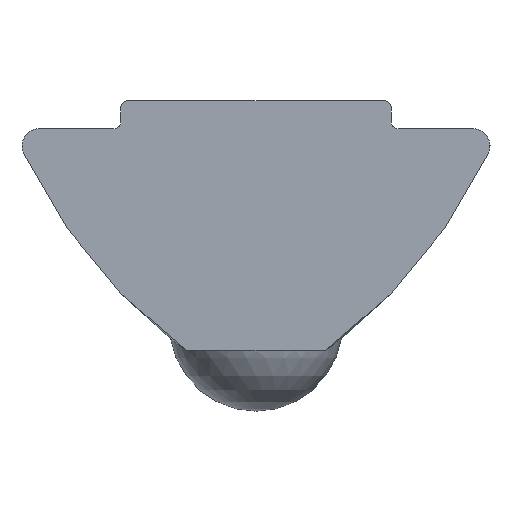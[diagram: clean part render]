
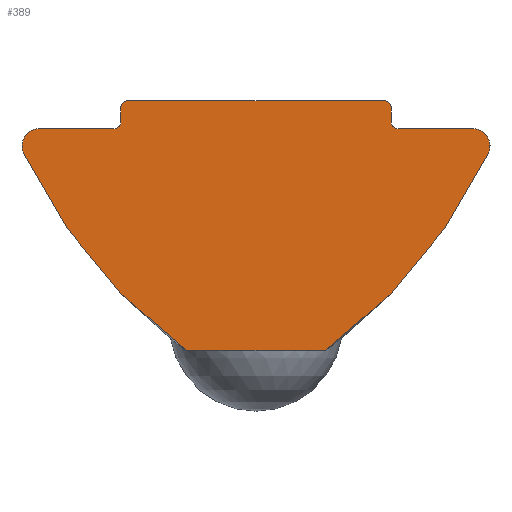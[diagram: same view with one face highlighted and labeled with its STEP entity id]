
A CAD part, left-side view. The second image highlights one B-rep face of the part: STEP entity #389.
In plain terms, the highlighted planar face has unit normal (-1, 0, 0).
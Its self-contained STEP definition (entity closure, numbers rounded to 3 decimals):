
#19=PLANE('',#445);
#32=FACE_OUTER_BOUND('',#52,.T.);
#52=EDGE_LOOP('',(#300,#301,#302,#303,#304,#305,#306,#307,#308,#309,#310,
#311,#312,#313));
#68=CIRCLE('',#425,15.);
#73=CIRCLE('',#432,15.);
#84=CIRCLE('',#446,0.2);
#85=CIRCLE('',#447,0.2);
#86=CIRCLE('',#448,0.505);
#87=CIRCLE('',#449,0.505);
#88=CIRCLE('',#450,0.2);
#89=CIRCLE('',#451,0.2);
#107=LINE('',#710,#138);
#108=LINE('',#714,#139);
#109=LINE('',#716,#140);
#110=LINE('',#720,#141);
#111=LINE('',#724,#142);
#112=LINE('',#727,#143);
#138=VECTOR('',#531,1000.);
#139=VECTOR('',#534,1000.);
#140=VECTOR('',#537,1000.);
#141=VECTOR('',#540,1000.);
#142=VECTOR('',#543,1000.);
#143=VECTOR('',#546,1000.);
#160=VERTEX_POINT('',#604);
#161=VERTEX_POINT('',#606);
#173=VERTEX_POINT('',#670);
#174=VERTEX_POINT('',#672);
#187=VERTEX_POINT('',#706);
#188=VERTEX_POINT('',#707);
#189=VERTEX_POINT('',#709);
#190=VERTEX_POINT('',#711);
#191=VERTEX_POINT('',#713);
#192=VERTEX_POINT('',#717);
#193=VERTEX_POINT('',#719);
#194=VERTEX_POINT('',#721);
#195=VERTEX_POINT('',#723);
#196=VERTEX_POINT('',#725);
#200=EDGE_CURVE('',#160,#161,#68,.T.);
#215=EDGE_CURVE('',#173,#174,#73,.T.);
#233=EDGE_CURVE('',#187,#188,#84,.T.);
#234=EDGE_CURVE('',#189,#187,#107,.T.);
#235=EDGE_CURVE('',#189,#190,#85,.T.);
#236=EDGE_CURVE('',#191,#190,#108,.T.);
#237=EDGE_CURVE('',#161,#191,#86,.T.);
#238=EDGE_CURVE('',#174,#160,#109,.T.);
#239=EDGE_CURVE('',#192,#173,#87,.T.);
#240=EDGE_CURVE('',#193,#192,#110,.T.);
#241=EDGE_CURVE('',#193,#194,#88,.T.);
#242=EDGE_CURVE('',#195,#194,#111,.T.);
#243=EDGE_CURVE('',#196,#195,#89,.T.);
#244=EDGE_CURVE('',#188,#196,#112,.T.);
#300=ORIENTED_EDGE('',*,*,#233,.F.);
#301=ORIENTED_EDGE('',*,*,#234,.F.);
#302=ORIENTED_EDGE('',*,*,#235,.T.);
#303=ORIENTED_EDGE('',*,*,#236,.F.);
#304=ORIENTED_EDGE('',*,*,#237,.F.);
#305=ORIENTED_EDGE('',*,*,#200,.F.);
#306=ORIENTED_EDGE('',*,*,#238,.F.);
#307=ORIENTED_EDGE('',*,*,#215,.F.);
#308=ORIENTED_EDGE('',*,*,#239,.F.);
#309=ORIENTED_EDGE('',*,*,#240,.F.);
#310=ORIENTED_EDGE('',*,*,#241,.T.);
#311=ORIENTED_EDGE('',*,*,#242,.F.);
#312=ORIENTED_EDGE('',*,*,#243,.F.);
#313=ORIENTED_EDGE('',*,*,#244,.F.);
#389=ADVANCED_FACE('',(#32),#19,.F.);
#425=AXIS2_PLACEMENT_3D('',#607,#473,#474);
#432=AXIS2_PLACEMENT_3D('',#673,#494,#495);
#445=AXIS2_PLACEMENT_3D('',#705,#527,#528);
#446=AXIS2_PLACEMENT_3D('',#708,#529,#530);
#447=AXIS2_PLACEMENT_3D('',#712,#532,#533);
#448=AXIS2_PLACEMENT_3D('',#715,#535,#536);
#449=AXIS2_PLACEMENT_3D('',#718,#538,#539);
#450=AXIS2_PLACEMENT_3D('',#722,#541,#542);
#451=AXIS2_PLACEMENT_3D('',#726,#544,#545);
#473=DIRECTION('center_axis',(1.,0.,0.));
#474=DIRECTION('ref_axis',(0.,0.,-1.));
#494=DIRECTION('center_axis',(1.,0.,0.));
#495=DIRECTION('ref_axis',(0.,0.,-1.));
#527=DIRECTION('center_axis',(1.,0.,0.));
#528=DIRECTION('ref_axis',(0.,0.,-1.));
#529=DIRECTION('center_axis',(1.,0.,0.));
#530=DIRECTION('ref_axis',(0.,0.,-1.));
#531=DIRECTION('',(0.,0.,1.));
#532=DIRECTION('center_axis',(1.,0.,0.));
#533=DIRECTION('ref_axis',(0.,0.,-1.));
#534=DIRECTION('',(0.,-1.,0.));
#535=DIRECTION('center_axis',(1.,0.,0.));
#536=DIRECTION('ref_axis',(0.,0.,-1.));
#537=DIRECTION('',(0.,1.,0.));
#538=DIRECTION('center_axis',(1.,0.,0.));
#539=DIRECTION('ref_axis',(0.,0.,-1.));
#540=DIRECTION('',(0.,-1.,0.));
#541=DIRECTION('center_axis',(1.,0.,0.));
#542=DIRECTION('ref_axis',(0.,0.,-1.));
#543=DIRECTION('',(0.,0.,-1.));
#544=DIRECTION('center_axis',(1.,0.,0.));
#545=DIRECTION('ref_axis',(0.,0.,-1.));
#546=DIRECTION('',(0.,-1.,0.));
#604=CARTESIAN_POINT('',(-7.5,2.001,-7.2));
#606=CARTESIAN_POINT('',(-7.5,6.701,-1.522));
#607=CARTESIAN_POINT('Origin',(-7.5,-6.85,4.91));
#670=CARTESIAN_POINT('',(-7.5,-6.701,-1.522));
#672=CARTESIAN_POINT('',(-7.5,-2.001,-7.2));
#673=CARTESIAN_POINT('Origin',(-7.5,6.85,4.91));
#705=CARTESIAN_POINT('Origin',(-7.5,3.7,-0.2));
#706=CARTESIAN_POINT('',(-7.5,3.9,-0.2));
#707=CARTESIAN_POINT('',(-7.5,3.7,0.));
#708=CARTESIAN_POINT('Origin',(-7.5,3.7,-0.2));
#709=CARTESIAN_POINT('',(-7.5,3.9,-0.6));
#710=CARTESIAN_POINT('',(-7.5,3.9,-0.6));
#711=CARTESIAN_POINT('',(-7.5,4.1,-0.8));
#712=CARTESIAN_POINT('Origin',(-7.5,4.1,-0.6));
#713=CARTESIAN_POINT('',(-7.5,6.245,-0.8));
#714=CARTESIAN_POINT('',(-7.5,6.245,-0.8));
#715=CARTESIAN_POINT('Origin',(-7.5,6.245,-1.305));
#716=CARTESIAN_POINT('',(-7.5,-2.001,-7.2));
#717=CARTESIAN_POINT('',(-7.5,-6.245,-0.8));
#718=CARTESIAN_POINT('Origin',(-7.5,-6.245,-1.305));
#719=CARTESIAN_POINT('',(-7.5,-4.1,-0.8));
#720=CARTESIAN_POINT('',(-7.5,-4.1,-0.8));
#721=CARTESIAN_POINT('',(-7.5,-3.9,-0.6));
#722=CARTESIAN_POINT('Origin',(-7.5,-4.1,-0.6));
#723=CARTESIAN_POINT('',(-7.5,-3.9,-0.2));
#724=CARTESIAN_POINT('',(-7.5,-3.9,-0.2));
#725=CARTESIAN_POINT('',(-7.5,-3.7,0.));
#726=CARTESIAN_POINT('Origin',(-7.5,-3.7,-0.2));
#727=CARTESIAN_POINT('',(-7.5,3.7,0.));
